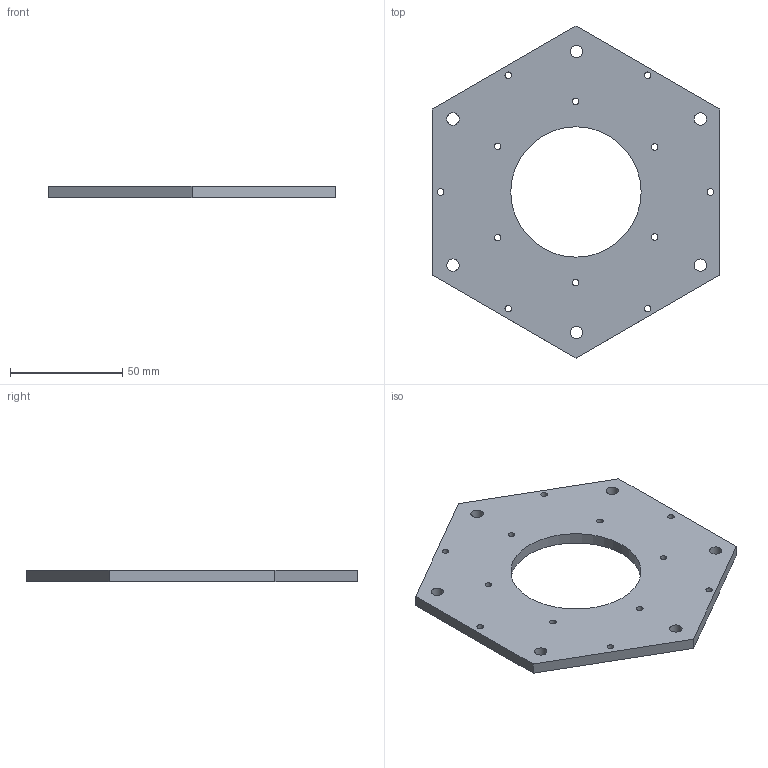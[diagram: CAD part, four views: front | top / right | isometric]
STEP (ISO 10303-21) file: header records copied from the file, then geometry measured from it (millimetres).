
FILE_DESCRIPTION(/* description */ (''),/* implementation_level */ '2;1');
FILE_NAME(/* name */ 'Lower Cage Lid.step',/* time_stamp */ '2025-03-30T12:11:16+02:00',/* author */ (''),/* organization */ (''),/* preprocessor_version */ 'ST-DEVELOPER v20.1',/* originating_system */ 'Autodesk Translation Framework v14.4.0.0',/* authorisation */ '');
FILE_SCHEMA (('AUTOMOTIVE_DESIGN { 1 0 10303 214 3 1 1 }'));
Length unit declared in the file: centimetre
Products named in the file (1): Lower Cage Lid
Bounding box: 127.87 x 147.65 x 5 mm (x, y, z)
Volume: 56484.4 mm3; surface area: 26783.7 mm2
Topology: 1 solids, 1 shells, 27 faces, 75 edges, 50 vertices
Faces by surface type: cylinder 19, plane 8
Full cylindrical faces by diameter (mm): 2.892 x1, 2.895 x1, 2.896 x1, 2.898 x2, 2.9 x6, 2.906 x1, 5.494 x6, 57.994 x1
Entity records: 985 total; most frequent: DIRECTION 169, CARTESIAN_POINT 153, ORIENTED_EDGE 150, EDGE_CURVE 75, AXIS2_PLACEMENT_3D 66, EDGE_LOOP 65, VERTEX_POINT 50, FACE_BOUND 38
